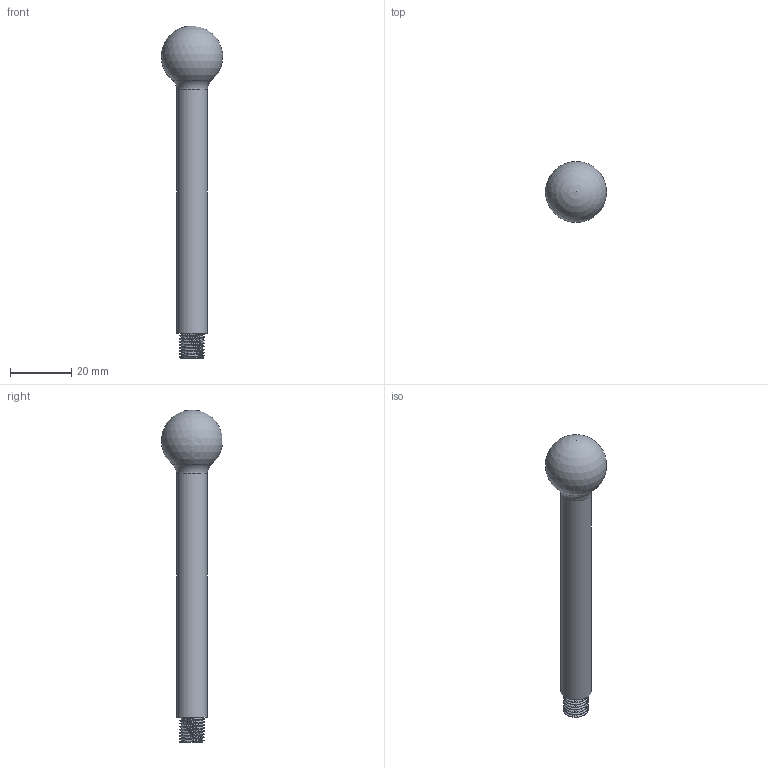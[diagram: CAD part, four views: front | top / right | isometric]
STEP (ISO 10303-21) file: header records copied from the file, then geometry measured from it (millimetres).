
FILE_DESCRIPTION(/* description */ (''),/* implementation_level */ '2;1');
FILE_NAME(/* name */ 'Lever.step',/* time_stamp */ '2023-11-03T00:22:43+01:00',/* author */ (''),/* organization */ (''),/* preprocessor_version */ 'ST-DEVELOPER v20',/* originating_system */ 'Autodesk Translation Framework v12.14.0.127',/* authorisation */ '');
FILE_SCHEMA (('AUTOMOTIVE_DESIGN { 1 0 10303 214 3 1 1 }'));
Length unit declared in the file: millimetre
Products named in the file (1): Lever
Bounding box: 19.95 x 19.81 x 108 mm (x, y, z)
Volume: 10852 mm3; surface area: 4137.4 mm2
Topology: 1 solids, 1 shells, 28 faces, 76 edges, 50 vertices
Faces by surface type: cylinder 20, cone 2, bspline 2, plane 2, torus 1, sphere 1
Full cylindrical faces by diameter (mm): 2.3 x1, 6.744 x2, 7.884 x5, 10 x1
Entity records: 2141 total; most frequent: CARTESIAN_POINT 1479, ORIENTED_EDGE 148, DIRECTION 102, EDGE_CURVE 74, VERTEX_POINT 50, AXIS2_PLACEMENT_3D 41, B_SPLINE_CURVE_WITH_KNOTS 40, EDGE_LOOP 30
